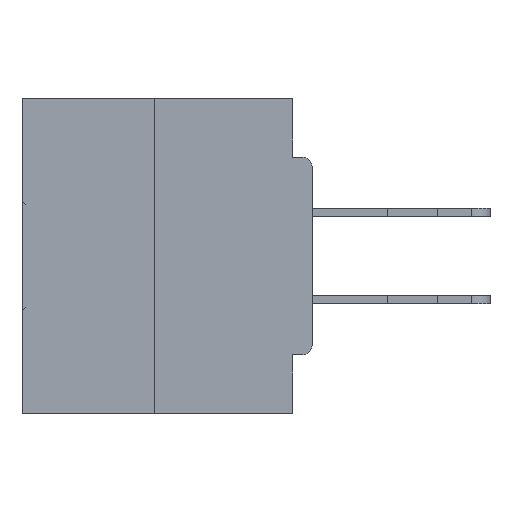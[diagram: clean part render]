
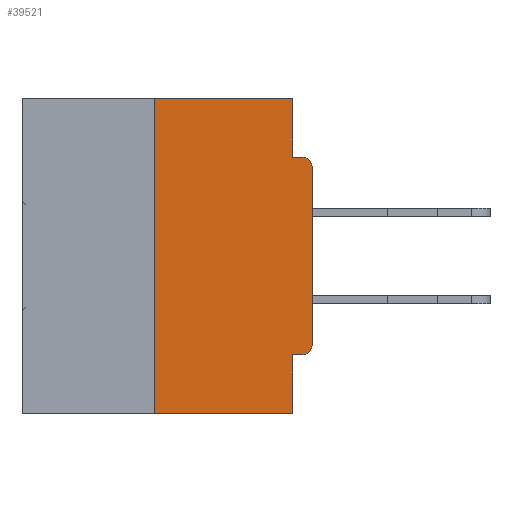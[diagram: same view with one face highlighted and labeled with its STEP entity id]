
A CAD part, left-side view. The second image highlights one B-rep face of the part: STEP entity #39521.
In plain terms, the highlighted planar face has unit normal (-1, 0, 0).
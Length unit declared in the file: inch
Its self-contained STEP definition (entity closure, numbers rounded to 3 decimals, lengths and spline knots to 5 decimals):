
#11 = ORIENTED_EDGE ( 'NONE', *, *, #7068, .F. ) ;
#955 = VERTEX_POINT ( 'NONE', #25899 ) ;
#1127 = VERTEX_POINT ( 'NONE', #37158 ) ;
#1701 = LINE ( 'NONE', #7624, #11697 ) ;
#1719 = LINE ( 'NONE', #32480, #9600 ) ;
#2998 = ORIENTED_EDGE ( 'NONE', *, *, #9503, .T. ) ;
#5368 = CARTESIAN_POINT ( 'NONE',  ( 0., 0.25, -0.5 ) ) ;
#5469 = DIRECTION ( 'NONE',  ( 0., 0., -1. ) ) ;
#5932 = VERTEX_POINT ( 'NONE', #32290 ) ;
#6412 = CARTESIAN_POINT ( 'NONE',  ( 0., 0.46, -0.5 ) ) ;
#6444 = VECTOR ( 'NONE', #29320, 39.37008 ) ;
#6836 = CARTESIAN_POINT ( 'NONE',  ( 0., 0.031, -0.5 ) ) ;
#7068 = EDGE_CURVE ( 'NONE', #36718, #43423, #37473, .T. ) ;
#7624 = CARTESIAN_POINT ( 'NONE',  ( 0., 0., -0.4065 ) ) ;
#8336 = CARTESIAN_POINT ( 'NONE',  ( 0., 0., -0.0935 ) ) ;
#9329 = AXIS2_PLACEMENT_3D ( 'NONE', #16833, #13172, #36659 ) ;
#9503 = EDGE_CURVE ( 'NONE', #5932, #1127, #28548, .T. ) ;
#9600 = VECTOR ( 'NONE', #12672, 39.37008 ) ;
#10678 = LINE ( 'NONE', #30407, #12788 ) ;
#10703 = VECTOR ( 'NONE', #15339, 39.37008 ) ;
#11074 = DIRECTION ( 'NONE',  ( 0., 0., 1. ) ) ;
#11697 = VECTOR ( 'NONE', #17694, 39.37008 ) ;
#12329 = CARTESIAN_POINT ( 'NONE',  ( 0., 0.25, 0. ) ) ;
#12672 = DIRECTION ( 'NONE',  ( 0., 0., -1. ) ) ;
#12788 = VECTOR ( 'NONE', #37175, 39.37008 ) ;
#12790 = VERTEX_POINT ( 'NONE', #20569 ) ;
#13172 = DIRECTION ( 'NONE',  ( -1., 0., 0. ) ) ;
#14960 = PLANE ( 'NONE',  #35944 ) ;
#15339 = DIRECTION ( 'NONE',  ( 0., -1., 0. ) ) ;
#15420 = CARTESIAN_POINT ( 'NONE',  ( 0., 0.031, -0.5 ) ) ;
#15642 = CARTESIAN_POINT ( 'NONE',  ( 0., 0.015, -0.3915 ) ) ;
#15864 = EDGE_CURVE ( 'NONE', #5932, #37839, #1701, .T. ) ;
#16023 = ORIENTED_EDGE ( 'NONE', *, *, #40315, .F. ) ;
#16833 = CARTESIAN_POINT ( 'NONE',  ( 0., 0.015, -0.1085 ) ) ;
#17283 = EDGE_CURVE ( 'NONE', #22166, #42623, #36766, .T. ) ;
#17452 = ORIENTED_EDGE ( 'NONE', *, *, #22275, .F. ) ;
#17694 = DIRECTION ( 'NONE',  ( 0., 1., 0. ) ) ;
#17697 = EDGE_CURVE ( 'NONE', #955, #43423, #29835, .T. ) ;
#17849 = LINE ( 'NONE', #15420, #36758 ) ;
#18211 = EDGE_LOOP ( 'NONE', ( #38994, #20207, #41732, #16023, #25084, #2998, #42447, #27971, #11, #17452 ) ) ;
#18963 = VECTOR ( 'NONE', #26605, 39.37008 ) ;
#19211 = DIRECTION ( 'NONE',  ( 0., 0., -1. ) ) ;
#19403 = CARTESIAN_POINT ( 'NONE',  ( 0., 0.031, -0.4065 ) ) ;
#19707 = FACE_OUTER_BOUND ( 'NONE', #18211, .T. ) ;
#20207 = ORIENTED_EDGE ( 'NONE', *, *, #32369, .F. ) ;
#20569 = CARTESIAN_POINT ( 'NONE',  ( 0., 0.25, 0. ) ) ;
#20757 = CARTESIAN_POINT ( 'NONE',  ( 0., 0., 0. ) ) ;
#21270 = CARTESIAN_POINT ( 'NONE',  ( 0., 0.015, -0.0935 ) ) ;
#21377 = EDGE_CURVE ( 'NONE', #12790, #34805, #10678, .T. ) ;
#22166 = VERTEX_POINT ( 'NONE', #5368 ) ;
#22275 = EDGE_CURVE ( 'NONE', #34805, #36718, #1719, .T. ) ;
#25084 = ORIENTED_EDGE ( 'NONE', *, *, #15864, .F. ) ;
#25899 = CARTESIAN_POINT ( 'NONE',  ( 0., 0., -0.1085 ) ) ;
#26605 = DIRECTION ( 'NONE',  ( 0., -1., 0. ) ) ;
#27897 = LINE ( 'NONE', #12329, #6444 ) ;
#27971 = ORIENTED_EDGE ( 'NONE', *, *, #17697, .T. ) ;
#28451 = VECTOR ( 'NONE', #11074, 39.37008 ) ;
#28548 = CIRCLE ( 'NONE', #31011, 0.015 ) ;
#29320 = DIRECTION ( 'NONE',  ( 0., 0., 1. ) ) ;
#29835 = CIRCLE ( 'NONE', #9329, 0.015 ) ;
#30407 = CARTESIAN_POINT ( 'NONE',  ( 0., 0.46, 0. ) ) ;
#31011 = AXIS2_PLACEMENT_3D ( 'NONE', #15642, #39167, #19211 ) ;
#32287 = DIRECTION ( 'NONE',  ( 1., 0., 0. ) ) ;
#32290 = CARTESIAN_POINT ( 'NONE',  ( 0., 0.015, -0.4065 ) ) ;
#32369 = EDGE_CURVE ( 'NONE', #22166, #12790, #27897, .T. ) ;
#32480 = CARTESIAN_POINT ( 'NONE',  ( 0., 0.031, 0. ) ) ;
#32676 = LINE ( 'NONE', #20757, #28451 ) ;
#34805 = VERTEX_POINT ( 'NONE', #38053 ) ;
#35542 = DIRECTION ( 'NONE',  ( 0., 0., -1. ) ) ;
#35797 = EDGE_CURVE ( 'NONE', #1127, #955, #32676, .T. ) ;
#35944 = AXIS2_PLACEMENT_3D ( 'NONE', #38458, #32287, #35542 ) ;
#36659 = DIRECTION ( 'NONE',  ( 0., 0., -1. ) ) ;
#36718 = VERTEX_POINT ( 'NONE', #38730 ) ;
#36758 = VECTOR ( 'NONE', #5469, 39.37008 ) ;
#36766 = LINE ( 'NONE', #6412, #18963 ) ;
#37158 = CARTESIAN_POINT ( 'NONE',  ( 0., 0., -0.3915 ) ) ;
#37175 = DIRECTION ( 'NONE',  ( 0., -1., 0. ) ) ;
#37473 = LINE ( 'NONE', #8336, #10703 ) ;
#37839 = VERTEX_POINT ( 'NONE', #19403 ) ;
#38053 = CARTESIAN_POINT ( 'NONE',  ( 0., 0.031, 0. ) ) ;
#38458 = CARTESIAN_POINT ( 'NONE',  ( 0., 0.46, 0. ) ) ;
#38730 = CARTESIAN_POINT ( 'NONE',  ( 0., 0.031, -0.0935 ) ) ;
#38994 = ORIENTED_EDGE ( 'NONE', *, *, #21377, .F. ) ;
#39167 = DIRECTION ( 'NONE',  ( -1., 0., 0. ) ) ;
#39521 = ADVANCED_FACE ( 'NONE', ( #19707 ), #14960, .F. ) ;
#40315 = EDGE_CURVE ( 'NONE', #37839, #42623, #17849, .T. ) ;
#41732 = ORIENTED_EDGE ( 'NONE', *, *, #17283, .T. ) ;
#42447 = ORIENTED_EDGE ( 'NONE', *, *, #35797, .T. ) ;
#42623 = VERTEX_POINT ( 'NONE', #6836 ) ;
#43423 = VERTEX_POINT ( 'NONE', #21270 ) ;
